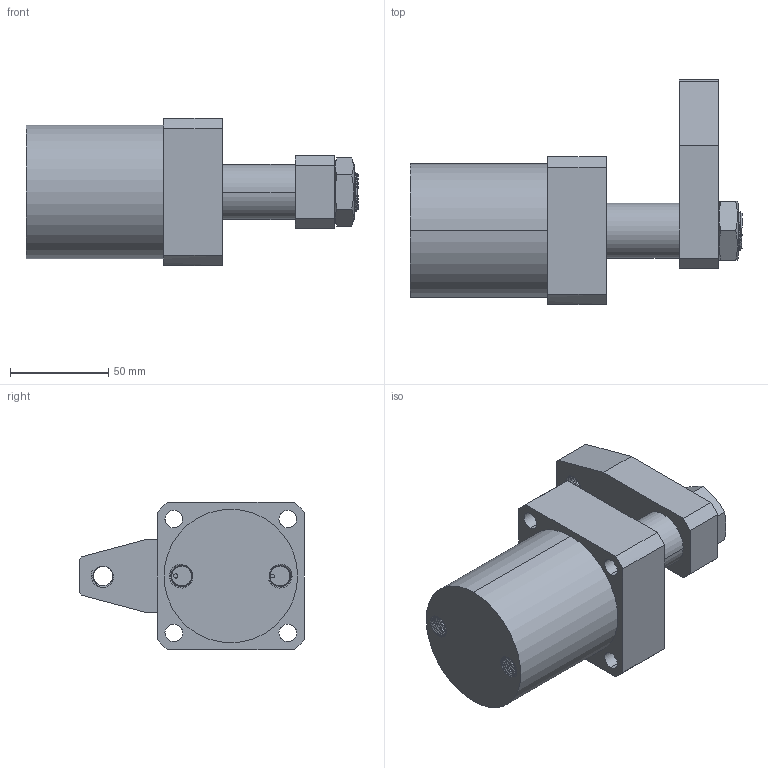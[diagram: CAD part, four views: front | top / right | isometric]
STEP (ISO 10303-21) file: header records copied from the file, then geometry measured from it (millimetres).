
FILE_DESCRIPTION (( 'STEP AP203' ), '1' );
FILE_NAME ('chs-fa50s_asm.STEP', '2019-04-24T10:24:11', ( '' ), ( '' ), 'SwSTEP 2.0', 'SolidWorks 2017', '' );
FILE_SCHEMA (( 'CONFIG_CONTROL_DESIGN' ));
Length unit declared in the file: millimetre
Products named in the file (5): chs-fa50s_asm; CHS-FA50BT_1; CHS-50SYB_1; M20LM_1; CHS-50SHSG_1
Assembly tree (4 placements, depth 2):
  chs-fa50s_asm
    CHS-FA50BT_1
    CHS-50SHSG_1
    CHS-50SYB_1
    M20LM_1
Bounding box: 169 x 114.5 x 75 mm (x, y, z)
Volume: 453088.7 mm3; surface area: 83176.4 mm2
Topology: 4 solids, 4 shells, 237 faces, 832 edges, 617 vertices
Faces by surface type: cylinder 96, cone 59, plane 46, bspline 35, torus 1
Entity records: 37953 total; most frequent: CARTESIAN_POINT 31290, ORIENTED_EDGE 1664, EDGE_CURVE 832, DIRECTION 732, VERTEX_POINT 617, B_SPLINE_CURVE_WITH_KNOTS 575, AXIS2_PLACEMENT_3D 267, EDGE_LOOP 267
